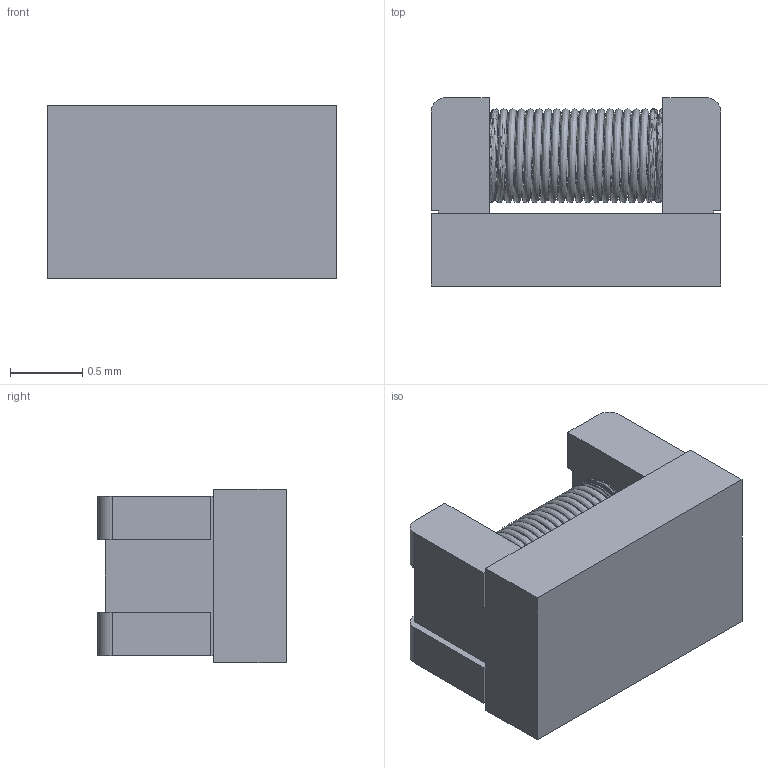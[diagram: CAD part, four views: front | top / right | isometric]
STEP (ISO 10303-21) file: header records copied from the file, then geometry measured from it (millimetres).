
FILE_DESCRIPTION (( 'STEP AP214' ), '1' );
FILE_NAME ('B252DA1F-C1CA-4998-8EDB-6359E05A85D7.STEP', '2022-12-12T08:46:30', ( '' ), ( '' ), 'SwSTEP 2.0', 'SolidWorks 2022', '' );
FILE_SCHEMA (( 'AUTOMOTIVE_DESIGN' ));
Length unit declared in the file: millimetre
Products named in the file (1): B252DA1F-C1CA-4998-8EDB-6359E05A85D7
Bounding box: 2 x 1.3 x 1.2 mm (x, y, z)
Volume: 1.9 mm3; surface area: 18.7 mm2
Topology: 1 solids, 1 shells, 39 faces, 105 edges, 70 vertices
Faces by surface type: plane 33, cylinder 4, bspline 2
Entity records: 5444 total; most frequent: CARTESIAN_POINT 4225, ORIENTED_EDGE 210, DIRECTION 185, EDGE_CURVE 105, LINE 89, VECTOR 89, VERTEX_POINT 70, AXIS2_PLACEMENT_3D 48
